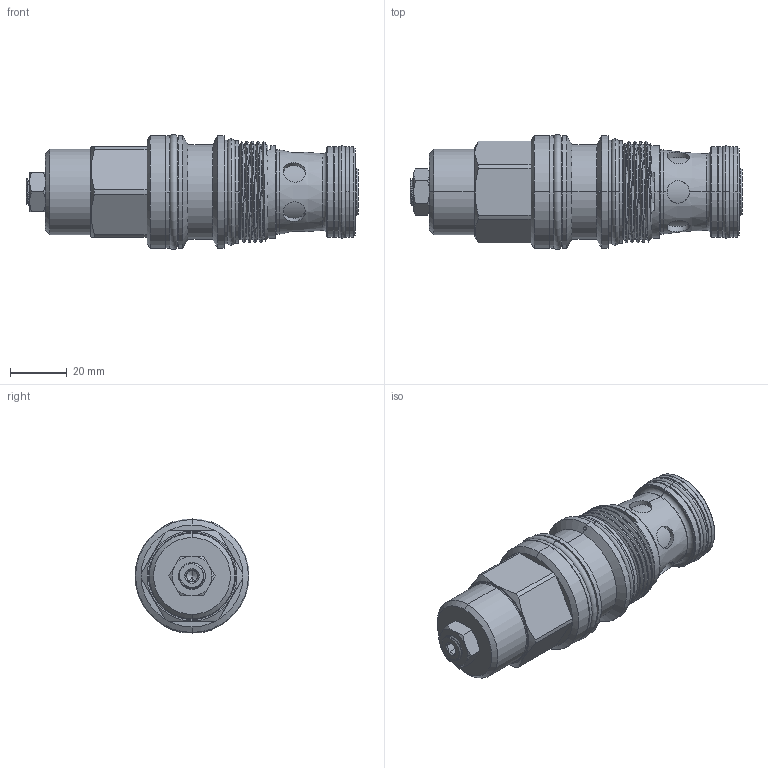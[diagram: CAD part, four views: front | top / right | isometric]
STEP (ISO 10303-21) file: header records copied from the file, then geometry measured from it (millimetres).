
FILE_DESCRIPTION (( 'STEP AP203' ), '1' );
FILE_NAME ('CB17A3C-L-60.STEP', '2020-04-08T06:04:30', ( '' ), ( '' ), 'SwSTEP 2.0', 'SolidWorks 2018', '' );
FILE_SCHEMA (( 'CONFIG_CONTROL_DESIGN' ));
Length unit declared in the file: millimetre
Products named in the file (1): CB17A3C-L-60
Bounding box: 116.67 x 40.39 x 40.39 mm (x, y, z)
Volume: 93330.2 mm3; surface area: 22409.8 mm2
Topology: 5 solids, 5 shells, 247 faces, 563 edges, 343 vertices
Faces by surface type: cylinder 108, plane 56, cone 55, torus 22, bspline 6
Entity records: 9931 total; most frequent: CARTESIAN_POINT 4409, DIRECTION 1167, ORIENTED_EDGE 1122, EDGE_CURVE 561, AXIS2_PLACEMENT_3D 496, VERTEX_POINT 343, EDGE_LOOP 274, CIRCLE 254
